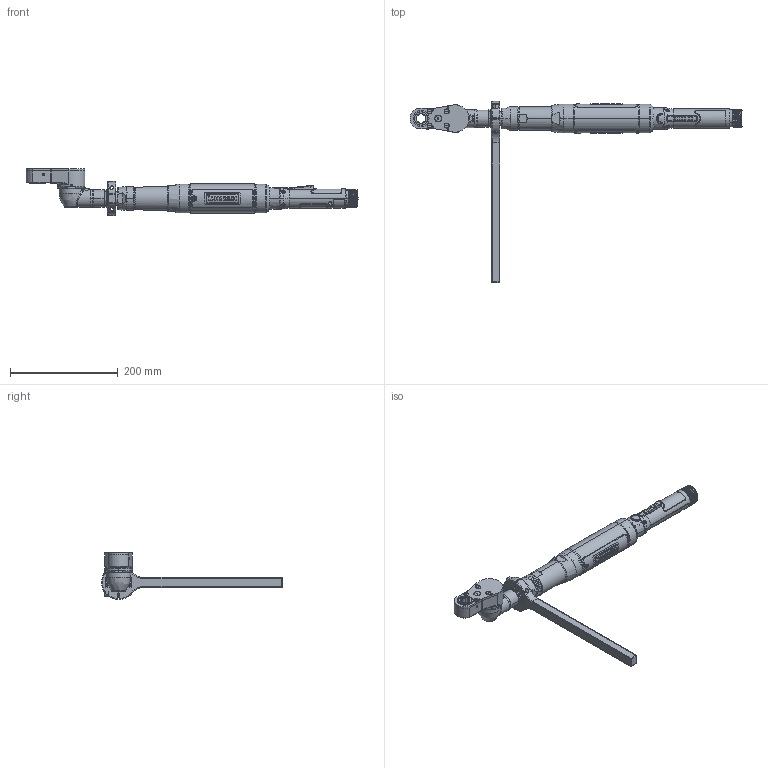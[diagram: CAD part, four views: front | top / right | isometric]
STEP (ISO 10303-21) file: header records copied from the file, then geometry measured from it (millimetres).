
FILE_DESCRIPTION((''),'2;1');
FILE_NAME('EB44LC31-88','2012-02-01T',('MAM0508'),(''),'PRO/ENGINEER BY PARAMETRIC TECHNOLOGY CORPORATION, 2010430','PRO/ENGINEER BY PARAMETRIC TECHNOLOGY CORPORATION, 2010430','');
FILE_SCHEMA(('CONFIG_CONTROL_DESIGN'));
Products named in the file (1): EB44LC31-88
Bounding box: 617.15 x 336.55 x 87.64 mm (x, y, z)
Surface area: 205156.9 mm2 (no closed solid volume)
Topology: 0 solids, 240 shells, 775 faces, 4199 edges, 3593 vertices
Faces by surface type: cylinder 328, plane 138, bspline 135, cone 90, torus 66, extrusion 16, sphere 2
Entity records: 67321 total; most frequent: CARTESIAN_POINT 38779, ORIENTED_EDGE 5197, DIRECTION 4829, EDGE_CURVE 4197, VERTEX_POINT 3593, B_SPLINE_CURVE_WITH_KNOTS 1721, AXIS2_PLACEMENT_3D 1697, VECTOR 1435
